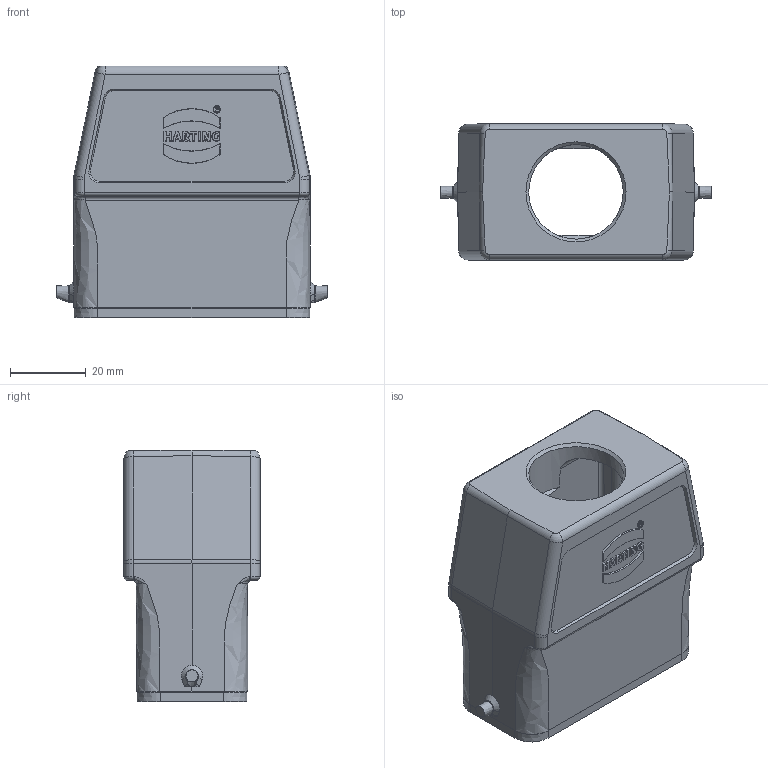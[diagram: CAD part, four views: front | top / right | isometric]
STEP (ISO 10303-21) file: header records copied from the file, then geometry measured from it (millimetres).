
FILE_DESCRIPTION(/* description */ (''),/* implementation_level */ '2;1');
FILE_NAME(/* name */ '100094836ugm000_c.stp',/* time_stamp */ '2017-11-06T10:51:48+01:00',/* author */ (''),/* organization */ (''),/* preprocessor_version */ 'ST-DEVELOPER v16',/* originating_system */ 'SIEMENS PLM Software NX 10.0',/* authorisation */ '');
FILE_SCHEMA (('AUTOMOTIVE_DESIGN { 1 0 10303 214 3 1 1 1 }'));
Length unit declared in the file: millimetre
Products named in the file (1): 100094836ugm000_c
Bounding box: 71.7 x 36 x 66.7 mm (x, y, z)
Volume: 52785.7 mm3; surface area: 25744.2 mm2
Topology: 1 solids, 1 shells, 504 faces, 1292 edges, 821 vertices
Faces by surface type: plane 279, cylinder 94, bspline 78, cone 41, torus 8, sphere 4
Full cylindrical faces by diameter (mm): 3 x4, 25 x1
Entity records: 18494 total; most frequent: CARTESIAN_POINT 5231, ORIENTED_EDGE 2504, DIRECTION 2240, EDGE_CURVE 1252, VERTEX_POINT 808, LINE 756, VECTOR 756, AXIS2_PLACEMENT_3D 742
